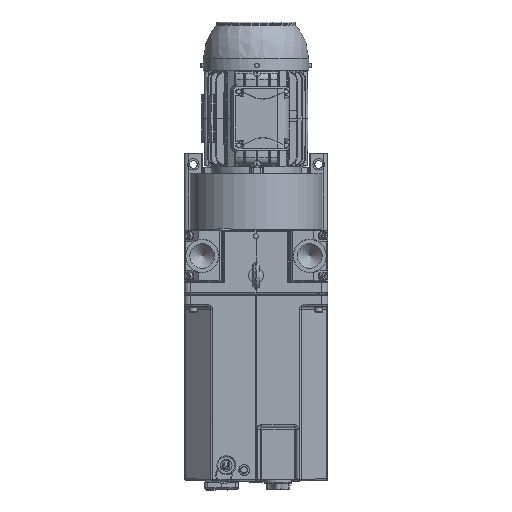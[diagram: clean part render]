
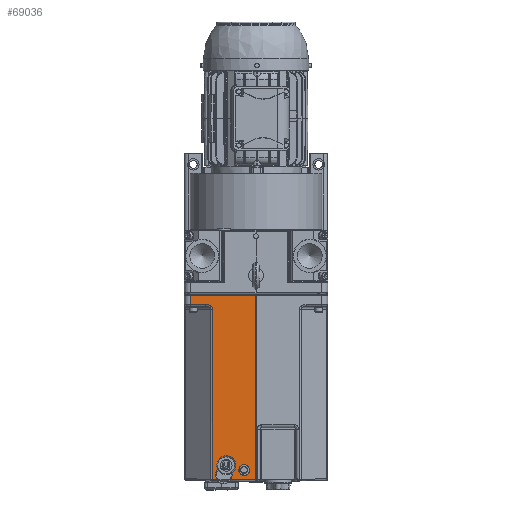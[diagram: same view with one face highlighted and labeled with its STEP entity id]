
A CAD part, top view. The second image highlights one B-rep face of the part: STEP entity #69036.
In plain terms, the highlighted planar face has unit normal (-0.018, 0, 1).
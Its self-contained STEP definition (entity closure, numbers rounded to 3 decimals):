
#721=FACE_BOUND('',#21888,.T.);
#2411=PLANE('',#75063);
#3528=ELLIPSE('',#75066,16.01,16.005);
#3529=ELLIPSE('',#75067,9.005,9.002);
#6850=LINE('',#132723,#11832);
#7305=LINE('',#139823,#12287);
#7360=LINE('',#141555,#12342);
#7361=LINE('',#141560,#12343);
#7362=LINE('',#141562,#12344);
#7363=LINE('',#141563,#12345);
#7364=LINE('',#141565,#12346);
#11832=VECTOR('',#87557,10.);
#12287=VECTOR('',#90190,10.);
#12342=VECTOR('',#90509,10.);
#12343=VECTOR('',#90514,10.);
#12344=VECTOR('',#90515,10.);
#12345=VECTOR('',#90516,10.);
#12346=VECTOR('',#90517,10.);
#17805=FACE_OUTER_BOUND('',#21887,.T.);
#21887=EDGE_LOOP('',(#57299,#57300,#57301,#57302,#57303,#57304,#57305,#57306,
#57307,#57308,#57309,#57310,#57311));
#21888=EDGE_LOOP('',(#57312));
#24980=CIRCLE('',#75064,14.);
#24981=CIRCLE('',#75065,14.);
#26393=B_SPLINE_CURVE_WITH_KNOTS('',3,(#132782,#132783,#132784,#132785),
 .UNSPECIFIED.,.F.,.F.,(4,4),(-0.644,-0.603),
 .UNSPECIFIED.);
#26394=B_SPLINE_CURVE_WITH_KNOTS('',3,(#132786,#132787,#132788,#132789,
#132790,#132791,#132792),.UNSPECIFIED.,.F.,.F.,(4,1,1,1,4),(-0.603,
-0.571,-0.286,-0.143,0.),
 .UNSPECIFIED.);
#26395=B_SPLINE_CURVE_WITH_KNOTS('',3,(#132795,#132796,#132797,#132798,
#132799),.UNSPECIFIED.,.F.,.F.,(4,1,4),(-1.,-0.857,-0.644),
 .UNSPECIFIED.);
#30717=VERTEX_POINT('',#132717);
#30718=VERTEX_POINT('',#132721);
#30719=VERTEX_POINT('',#132780);
#30720=VERTEX_POINT('',#132781);
#30721=VERTEX_POINT('',#132793);
#31378=VERTEX_POINT('',#139820);
#31384=VERTEX_POINT('',#139909);
#31434=VERTEX_POINT('',#141553);
#31435=VERTEX_POINT('',#141557);
#31436=VERTEX_POINT('',#141558);
#31437=VERTEX_POINT('',#141561);
#31438=VERTEX_POINT('',#141564);
#31439=VERTEX_POINT('',#141566);
#31440=VERTEX_POINT('',#141569);
#38970=EDGE_CURVE('',#30718,#30717,#6850,.T.);
#38971=EDGE_CURVE('',#30719,#30720,#26393,.T.);
#38972=EDGE_CURVE('',#30720,#30718,#26394,.T.);
#38974=EDGE_CURVE('',#30721,#30719,#26395,.T.);
#40209=EDGE_CURVE('',#31378,#30721,#7305,.T.);
#40356=EDGE_CURVE('',#30717,#31434,#7360,.T.);
#40357=EDGE_CURVE('',#31435,#31436,#24980,.T.);
#40358=EDGE_CURVE('',#31384,#31436,#7361,.T.);
#40359=EDGE_CURVE('',#31437,#31384,#7362,.T.);
#40360=EDGE_CURVE('',#31434,#31437,#7363,.T.);
#40361=EDGE_CURVE('',#31438,#31378,#7364,.T.);
#40362=EDGE_CURVE('',#31438,#31439,#24981,.T.);
#40363=EDGE_CURVE('',#31439,#31435,#3528,.T.);
#40364=EDGE_CURVE('',#31440,#31440,#3529,.T.);
#57299=ORIENTED_EDGE('',*,*,#40357,.T.);
#57300=ORIENTED_EDGE('',*,*,#40358,.F.);
#57301=ORIENTED_EDGE('',*,*,#40359,.F.);
#57302=ORIENTED_EDGE('',*,*,#40360,.F.);
#57303=ORIENTED_EDGE('',*,*,#40356,.F.);
#57304=ORIENTED_EDGE('',*,*,#38970,.F.);
#57305=ORIENTED_EDGE('',*,*,#38972,.F.);
#57306=ORIENTED_EDGE('',*,*,#38971,.F.);
#57307=ORIENTED_EDGE('',*,*,#38974,.F.);
#57308=ORIENTED_EDGE('',*,*,#40209,.F.);
#57309=ORIENTED_EDGE('',*,*,#40361,.F.);
#57310=ORIENTED_EDGE('',*,*,#40362,.T.);
#57311=ORIENTED_EDGE('',*,*,#40363,.T.);
#57312=ORIENTED_EDGE('',*,*,#40364,.T.);
#69036=ADVANCED_FACE('',(#17805,#721),#2411,.T.);
#75063=AXIS2_PLACEMENT_3D('',#141556,#90510,#90511);
#75064=AXIS2_PLACEMENT_3D('',#141559,#90512,#90513);
#75065=AXIS2_PLACEMENT_3D('',#141567,#90518,#90519);
#75066=AXIS2_PLACEMENT_3D('',#141568,#90520,#90521);
#75067=AXIS2_PLACEMENT_3D('',#141570,#90522,#90523);
#87557=DIRECTION('',(-1.,0.,-0.017));
#90190=DIRECTION('',(0.,1.,0.));
#90509=DIRECTION('',(0.,1.,0.));
#90510=DIRECTION('center_axis',(-0.017,0.,
1.));
#90511=DIRECTION('ref_axis',(-1.,0.,-0.017));
#90512=DIRECTION('center_axis',(0.017,0.,
-1.));
#90513=DIRECTION('ref_axis',(-1.,0.,-0.017));
#90514=DIRECTION('',(-1.,0.017,-0.017));
#90515=DIRECTION('',(0.,-1.,0.));
#90516=DIRECTION('',(1.,0.,0.017));
#90517=DIRECTION('',(-1.,0.017,-0.017));
#90518=DIRECTION('center_axis',(0.017,0.,
-1.));
#90519=DIRECTION('ref_axis',(-1.,0.,-0.017));
#90520=DIRECTION('center_axis',(0.017,0.,
-1.));
#90521=DIRECTION('ref_axis',(1.,0.,0.017));
#90522=DIRECTION('center_axis',(0.017,0.,
-1.));
#90523=DIRECTION('ref_axis',(-1.,0.,-0.017));
#132717=CARTESIAN_POINT('',(-110.175,-71.5,143.077));
#132721=CARTESIAN_POINT('',(-84.785,-71.5,143.52));
#132723=CARTESIAN_POINT('',(-1.243,-71.5,144.978));
#132780=CARTESIAN_POINT('',(-75.,-74.437,143.691));
#132781=CARTESIAN_POINT('',(-75.476,-74.,143.683));
#132782=CARTESIAN_POINT('Ctrl Pts',(-75.,-74.437,
143.691));
#132783=CARTESIAN_POINT('Ctrl Pts',(-75.15,-74.286,
143.688));
#132784=CARTESIAN_POINT('Ctrl Pts',(-75.309,-74.139,
143.685));
#132785=CARTESIAN_POINT('Ctrl Pts',(-75.475,-73.998,
143.683));
#132786=CARTESIAN_POINT('Ctrl Pts',(-75.474,-73.999,
143.683));
#132787=CARTESIAN_POINT('Ctrl Pts',(-75.603,-73.889,
143.68));
#132788=CARTESIAN_POINT('Ctrl Pts',(-76.935,-72.825,
143.657));
#132789=CARTESIAN_POINT('Ctrl Pts',(-79.479,-71.802,
143.613));
#132790=CARTESIAN_POINT('Ctrl Pts',(-82.651,-71.494,
143.557));
#132791=CARTESIAN_POINT('Ctrl Pts',(-84.109,-71.5,
143.532));
#132792=CARTESIAN_POINT('Ctrl Pts',(-84.785,-71.5,143.52));
#132793=CARTESIAN_POINT('',(-72.98,-79.,143.726));
#132795=CARTESIAN_POINT('Ctrl Pts',(-72.98,-79.,
143.726));
#132796=CARTESIAN_POINT('Ctrl Pts',(-72.98,-78.323,
143.726));
#132797=CARTESIAN_POINT('Ctrl Pts',(-73.244,-76.748,
143.722));
#132798=CARTESIAN_POINT('Ctrl Pts',(-74.213,-75.224,
143.705));
#132799=CARTESIAN_POINT('Ctrl Pts',(-75.,-74.437,
143.691));
#139820=CARTESIAN_POINT('',(-72.98,-364.227,143.726));
#139823=CARTESIAN_POINT('',(-72.98,-54.,143.726));
#139909=CARTESIAN_POINT('',(-0.087,-365.499,144.998));
#141553=CARTESIAN_POINT('',(-110.175,-56.009,143.077));
#141555=CARTESIAN_POINT('',(-110.175,-54.,143.077));
#141556=CARTESIAN_POINT('Origin',(0.,-54.,145.));
#141557=CARTESIAN_POINT('',(-40.275,-353.921,144.297));
#141558=CARTESIAN_POINT('',(-42.284,-364.762,144.262));
#141559=CARTESIAN_POINT('Origin',(-53.931,-356.996,144.059));
#141560=CARTESIAN_POINT('',(-66.419,-364.341,143.841));
#141561=CARTESIAN_POINT('',(-0.087,-56.009,144.998));
#141562=CARTESIAN_POINT('',(-0.087,-54.,144.998));
#141563=CARTESIAN_POINT('',(-2.344,-56.009,144.959));
#141564=CARTESIAN_POINT('',(-65.841,-364.351,143.851));
#141565=CARTESIAN_POINT('',(-66.419,-364.341,143.841));
#141566=CARTESIAN_POINT('',(-64.305,-347.597,143.878));
#141567=CARTESIAN_POINT('Origin',(-53.931,-356.996,144.059));
#141568=CARTESIAN_POINT('Origin',(-49.721,-341.,144.132));
#141569=CARTESIAN_POINT('',(-20.,-358.001,144.651));
#141570=CARTESIAN_POINT('Origin',(-19.843,-349.,144.654));
